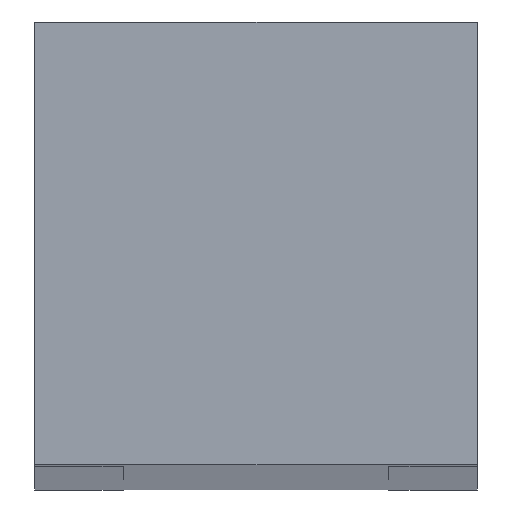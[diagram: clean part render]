
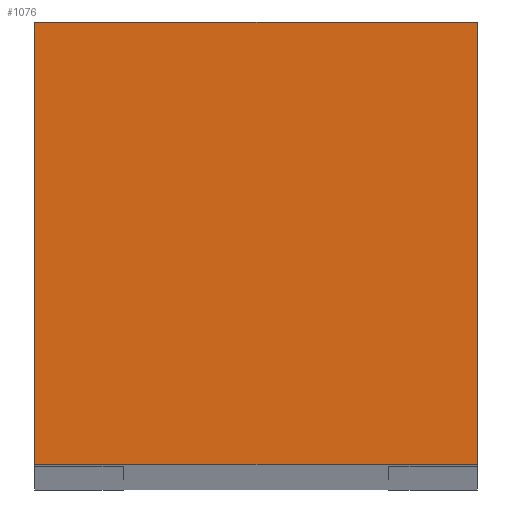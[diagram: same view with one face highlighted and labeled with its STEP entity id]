
A CAD part, top view. The second image highlights one B-rep face of the part: STEP entity #1076.
In plain terms, the highlighted planar face has unit normal (0, 0, 1).
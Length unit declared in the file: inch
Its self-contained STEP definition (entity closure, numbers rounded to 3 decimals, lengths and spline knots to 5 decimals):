
#38=PLANE('',#1173);
#81=FACE_OUTER_BOUND('',#144,.T.);
#144=EDGE_LOOP('',(#836,#837,#838,#839));
#279=LINE('',#1723,#388);
#280=LINE('',#1725,#389);
#281=LINE('',#1727,#390);
#282=LINE('',#1728,#391);
#388=VECTOR('',#1385,0.3937);
#389=VECTOR('',#1386,0.3937);
#390=VECTOR('',#1387,0.3937);
#391=VECTOR('',#1388,0.3937);
#492=VERTEX_POINT('',#1721);
#493=VERTEX_POINT('',#1722);
#494=VERTEX_POINT('',#1724);
#495=VERTEX_POINT('',#1726);
#614=EDGE_CURVE('',#492,#493,#279,.T.);
#615=EDGE_CURVE('',#493,#494,#280,.T.);
#616=EDGE_CURVE('',#494,#495,#281,.T.);
#617=EDGE_CURVE('',#495,#492,#282,.T.);
#836=ORIENTED_EDGE('',*,*,#614,.T.);
#837=ORIENTED_EDGE('',*,*,#615,.T.);
#838=ORIENTED_EDGE('',*,*,#616,.T.);
#839=ORIENTED_EDGE('',*,*,#617,.T.);
#1076=ADVANCED_FACE('',(#81),#38,.T.);
#1173=AXIS2_PLACEMENT_3D('',#1720,#1383,#1384);
#1383=DIRECTION('center_axis',(0.,0.,1.));
#1384=DIRECTION('ref_axis',(-1.,0.,0.));
#1385=DIRECTION('',(-1.,0.,0.));
#1386=DIRECTION('',(0.,-1.,0.));
#1387=DIRECTION('',(1.,0.,0.));
#1388=DIRECTION('',(0.,1.,0.));
#1720=CARTESIAN_POINT('Origin',(0.,1.,3.));
#1721=CARTESIAN_POINT('',(1.,1.,3.));
#1722=CARTESIAN_POINT('',(-1.,1.,3.));
#1723=CARTESIAN_POINT('',(0.4,1.,3.));
#1724=CARTESIAN_POINT('',(-1.,-1.,3.));
#1725=CARTESIAN_POINT('',(-1.,1.,3.));
#1726=CARTESIAN_POINT('',(1.,-1.,3.));
#1727=CARTESIAN_POINT('',(-1.,-1.,3.));
#1728=CARTESIAN_POINT('',(1.,-1.,3.));
